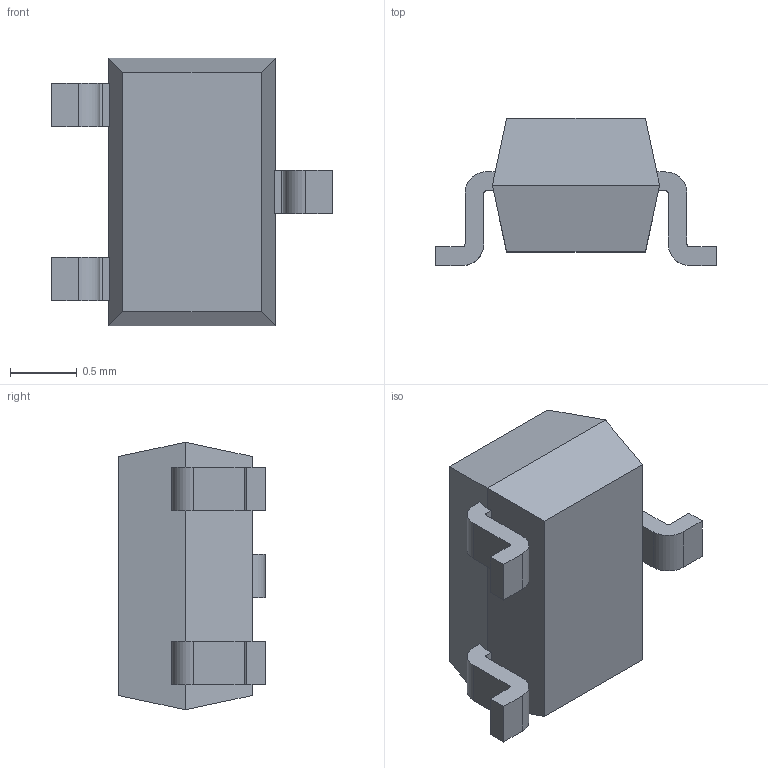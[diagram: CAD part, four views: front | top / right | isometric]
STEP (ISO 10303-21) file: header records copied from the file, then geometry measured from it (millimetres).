
FILE_DESCRIPTION (( 'STEP AP214' ), '1' );
FILE_NAME ('LM4040AEX3-2.5.STEP', '2023-03-11T02:22:59', ( '' ), ( '' ), 'SwSTEP 2.0', 'SolidWorks 2021', '' );
FILE_SCHEMA (( 'AUTOMOTIVE_DESIGN' ));
Length unit declared in the file: millimetre
Products named in the file (1): LM4040AEX3-2.5
Bounding box: 2.1 x 1.1 x 2 mm (x, y, z)
Volume: 2.3 mm3; surface area: 13 mm2
Topology: 5 solids, 5 shells, 62 faces, 149 edges, 98 vertices
Faces by surface type: plane 46, cylinder 16
Entity records: 1863 total; most frequent: CARTESIAN_POINT 310, DIRECTION 307, ORIENTED_EDGE 298, EDGE_CURVE 149, LINE 117, VECTOR 117, VERTEX_POINT 98, AXIS2_PLACEMENT_3D 95
